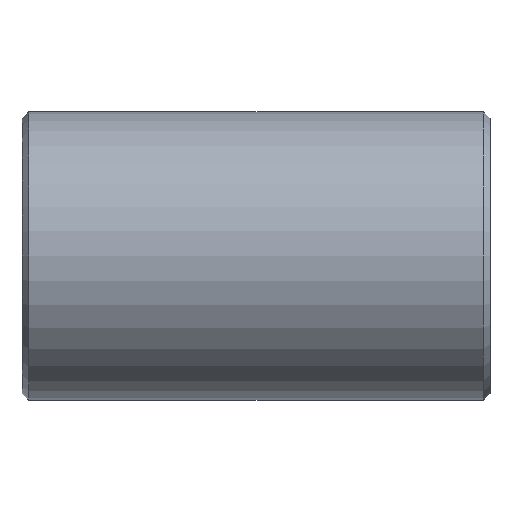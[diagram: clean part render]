
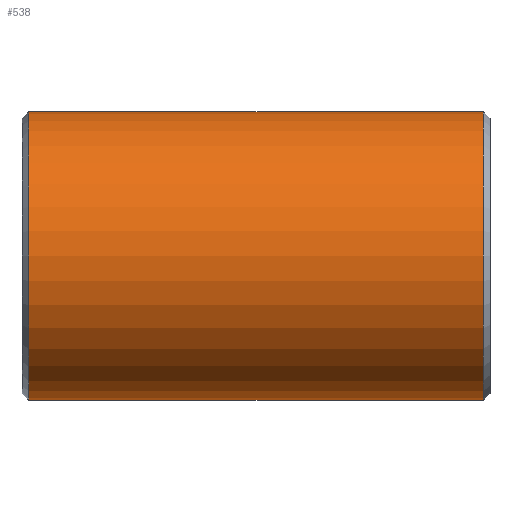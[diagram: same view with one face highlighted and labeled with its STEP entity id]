
A CAD part, front view. The second image highlights one B-rep face of the part: STEP entity #538.
In plain terms, the highlighted cylindrical face has radius 109.537 mm (diameter 219.075 mm), a partial arc.
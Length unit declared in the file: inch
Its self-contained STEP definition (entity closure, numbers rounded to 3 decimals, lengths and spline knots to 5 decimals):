
#64 = CARTESIAN_POINT ( 'NONE',  ( -6.802, 0., -4.3125 ) ) ;
#84 = EDGE_CURVE ( 'NONE', #725, #210, #620, .T. ) ;
#93 = ORIENTED_EDGE ( 'NONE', *, *, #562, .T. ) ;
#113 = ORIENTED_EDGE ( 'NONE', *, *, #84, .T. ) ;
#161 = CYLINDRICAL_SURFACE ( 'NONE', #504, 4.3125 ) ;
#167 = DIRECTION ( 'NONE',  ( -1., 0., 0. ) ) ;
#197 = AXIS2_PLACEMENT_3D ( 'NONE', #496, #560, #623 ) ;
#210 = VERTEX_POINT ( 'NONE', #567 ) ;
#225 = DIRECTION ( 'NONE',  ( -1., 0., 0. ) ) ;
#263 = ORIENTED_EDGE ( 'NONE', *, *, #794, .T. ) ;
#271 = CARTESIAN_POINT ( 'NONE',  ( 7., 0., -4.3125 ) ) ;
#279 = LINE ( 'NONE', #586, #580 ) ;
#332 = AXIS2_PLACEMENT_3D ( 'NONE', #789, #342, #408 ) ;
#336 = CARTESIAN_POINT ( 'NONE',  ( 7., 0., 0. ) ) ;
#342 = DIRECTION ( 'NONE',  ( 1., 0., 0. ) ) ;
#408 = DIRECTION ( 'NONE',  ( 0., 0., 1. ) ) ;
#434 = CARTESIAN_POINT ( 'NONE',  ( -6.802, 0., 4.3125 ) ) ;
#496 = CARTESIAN_POINT ( 'NONE',  ( 6.802, 0., 0. ) ) ;
#504 = AXIS2_PLACEMENT_3D ( 'NONE', #336, #590, #525 ) ;
#512 = VERTEX_POINT ( 'NONE', #434 ) ;
#525 = DIRECTION ( 'NONE',  ( 0., 0., 1. ) ) ;
#533 = LINE ( 'NONE', #271, #792 ) ;
#538 = ADVANCED_FACE ( 'NONE', ( #779 ), #161, .T. ) ;
#560 = DIRECTION ( 'NONE',  ( -1., 0., 0. ) ) ;
#562 = EDGE_CURVE ( 'NONE', #210, #512, #279, .T. ) ;
#567 = CARTESIAN_POINT ( 'NONE',  ( 6.802, 0., 4.3125 ) ) ;
#580 = VECTOR ( 'NONE', #225, 39.37008 ) ;
#586 = CARTESIAN_POINT ( 'NONE',  ( 7., 0., 4.3125 ) ) ;
#590 = DIRECTION ( 'NONE',  ( -1., 0., 0. ) ) ;
#616 = CARTESIAN_POINT ( 'NONE',  ( 6.802, 0., -4.3125 ) ) ;
#620 = CIRCLE ( 'NONE', #197, 4.3125 ) ;
#623 = DIRECTION ( 'NONE',  ( 0., 0., -1. ) ) ;
#662 = EDGE_LOOP ( 'NONE', ( #771, #113, #93, #263 ) ) ;
#689 = EDGE_CURVE ( 'NONE', #725, #730, #533, .T. ) ;
#692 = CIRCLE ( 'NONE', #332, 4.3125 ) ;
#725 = VERTEX_POINT ( 'NONE', #616 ) ;
#730 = VERTEX_POINT ( 'NONE', #64 ) ;
#771 = ORIENTED_EDGE ( 'NONE', *, *, #689, .F. ) ;
#779 = FACE_OUTER_BOUND ( 'NONE', #662, .T. ) ;
#789 = CARTESIAN_POINT ( 'NONE',  ( -6.802, 0., 0. ) ) ;
#792 = VECTOR ( 'NONE', #167, 39.37008 ) ;
#794 = EDGE_CURVE ( 'NONE', #512, #730, #692, .T. ) ;
